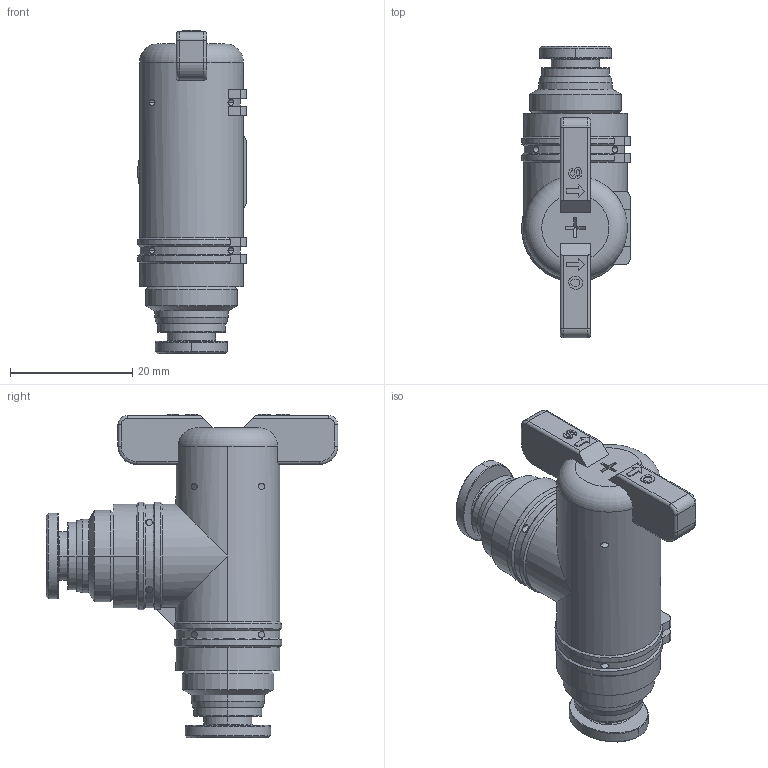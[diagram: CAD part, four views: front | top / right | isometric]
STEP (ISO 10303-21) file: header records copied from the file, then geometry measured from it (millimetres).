
FILE_DESCRIPTION((''),'2;1');
FILE_NAME('BUL200606-mdt.stp','2017-07-24T19:27:40',(''),(''),'Mechanical Desktop 2009','Mechanical Desktop 2009',', , ');
FILE_SCHEMA(('CONFIG_CONTROL_DESIGN'));
Length unit declared in the file: millimetre
Products named in the file (6): BUL200606-MDTA; BUL200606-MDT; BOLT-M3; BC6-20; COLLAR-06C; HA
Assembly tree (6 placements, depth 3):
  BUL200606-MDTA
    BUL200606-MDT
    BOLT-M3
    BC6-20  x2
      COLLAR-06C
    HA
Bounding box: 17.8 x 47.75 x 52.95 mm (x, y, z)
Volume: 14676.5 mm3; surface area: 5691.8 mm2
Topology: 1 solids, 3 shells, 407 faces, 1035 edges, 657 vertices
Faces by surface type: plane 227, cylinder 112, cone 34, torus 22, bspline 12
Entity records: 14600 total; most frequent: CARTESIAN_POINT 4690, ORIENTED_EDGE 2066, DIRECTION 1979, EDGE_CURVE 1033, VECTOR 679, LINE 679, VERTEX_POINT 657, AXIS2_PLACEMENT_3D 650
